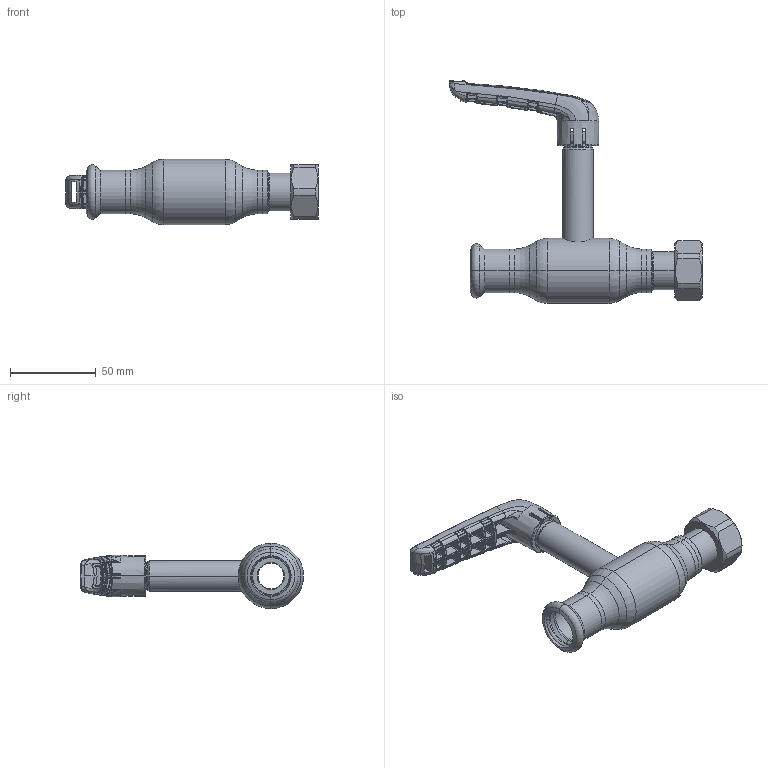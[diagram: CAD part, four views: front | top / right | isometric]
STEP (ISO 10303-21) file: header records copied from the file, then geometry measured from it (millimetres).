
FILE_DESCRIPTION (( 'STEP AP214' ), '1' );
FILE_NAME ('XPR21401 DN20 G34 x 22.step', '2018-09-27T09:27:49', ( '' ), ( '' ), 'SwSTEP 2.0', 'SolidWorks 2017', '' );
FILE_SCHEMA (( 'AUTOMOTIVE_DESIGN' ));
Length unit declared in the file: millimetre
Products named in the file (1): XPR21401 DN20 G34 x 22
Bounding box: 147.18 x 129.88 x 38 mm (x, y, z)
Surface area: 33175.8 mm2 (no closed solid volume)
Topology: 0 solids, 12 shells, 794 faces, 2480 edges, 1578 vertices
Faces by surface type: bspline 621, plane 62, cylinder 50, cone 36, torus 23, sphere 2
Entity records: 57942 total; most frequent: CARTESIAN_POINT 33209, ORIENTED_EDGE 4102, EDGE_CURVE 2448, DIRECTION 1692, B_SPLINE_CURVE_WITH_KNOTS 1679, VERTEX_POINT 1574, EDGE_LOOP 820, UNCERTAINTY_MEASURE_WITH_UNIT 796
